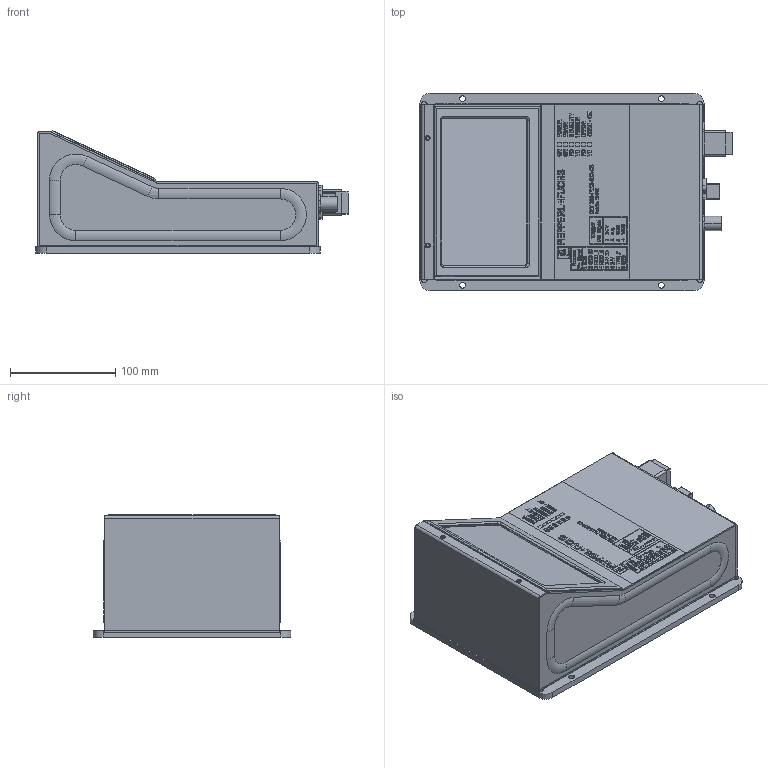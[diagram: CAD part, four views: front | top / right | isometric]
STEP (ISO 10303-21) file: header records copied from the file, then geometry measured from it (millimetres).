
FILE_DESCRIPTION((''),'2;1');
FILE_NAME('DG_OIT200_KPL_EXT_ASM','2012-06-13T',('SMattmuell'),(''),'PRO/ENGINEER BY PARAMETRIC TECHNOLOGY CORPORATION, 2007250','PRO/ENGINEER BY PARAMETRIC TECHNOLOGY CORPORATION, 2007250','');
FILE_SCHEMA(('CONFIG_CONTROL_DESIGN'));
Length unit declared in the file: millimetre
Products named in the file (23): 0_GRUNDPLATTE; 00_ABSCHLU_S__SCHEIBE; 00_RAHMEN; EINPRESSBOLZEN_FH4-M3-10; MUTTER-M3-DIN934; 00_HAUBE; 00_SEITENTEIL_LINKS; 00_SEITENTEIL_RECHTS; 00_FRONTRAHMEN_SCHWARZ; EINPRESSMUTTER-M2_5-CLS-M2_5-1; EINPRESSMUTTER-M3-CLS-M3-2; EINPRESSMUTTER_BS-M6-1; BLINDNIETMUTTER_M4_-_20_HEX_FK; 01_GEWINDEAUFNAHME; 01_GEWINDEAUFNAHME_KPL_ASM; 00_BEDRUCKUNG; 00_GEH_S_DUSEBAUGRUPPE_ASM; DIN_7984_-_M4__X_12; 1_HARTING_STECKER; 1_RJ45_CONNECTOR; RUNDSTECKVERBINDER; 00_DICHTUNG_GRUNDPLATTE_-_GEH_S; DG_OIT200_KPL_EXT_ASM
Assembly tree (44 placements, depth 4):
  DG_OIT200_KPL_EXT_ASM
    0_GRUNDPLATTE
    00_GEH_S_DUSEBAUGRUPPE_ASM
      00_ABSCHLU_S__SCHEIBE
      00_RAHMEN
      EINPRESSBOLZEN_FH4-M3-10  x8
      MUTTER-M3-DIN934  x8
      00_HAUBE
      00_SEITENTEIL_LINKS
      00_SEITENTEIL_RECHTS
      00_FRONTRAHMEN_SCHWARZ
      EINPRESSMUTTER-M2_5-CLS-M2_5-1  x2
      EINPRESSMUTTER-M3-CLS-M3-2  x2
      EINPRESSMUTTER_BS-M6-1
      01_GEWINDEAUFNAHME_KPL_ASM  x4
        BLINDNIETMUTTER_M4_-_20_HEX_FK
        01_GEWINDEAUFNAHME
      00_BEDRUCKUNG
    DIN_7984_-_M4__X_12  x4
    1_HARTING_STECKER
    1_RJ45_CONNECTOR
    RUNDSTECKVERBINDER
    00_DICHTUNG_GRUNDPLATTE_-_GEH_S
Bounding box: 296.6 x 188 x 116.1 mm (x, y, z)
Volume: 588349.1 mm3; surface area: 452677.7 mm2
Topology: 45 solids, 45 shells, 3152 faces, 8748 edges, 6069 vertices
Faces by surface type: plane 1860, extrusion 697, cylinder 423, cone 132, torus 39, bspline 1
Entity records: 117757 total; most frequent: CARTESIAN_POINT 24654, ORIENTED_EDGE 15164, DIRECTION 11367, PRESENTATION_STYLE_ASSIGNMENT 7856, STYLED_ITEM 7602, CURVE_STYLE 7582, EDGE_CURVE 7582, VECTOR 5915
